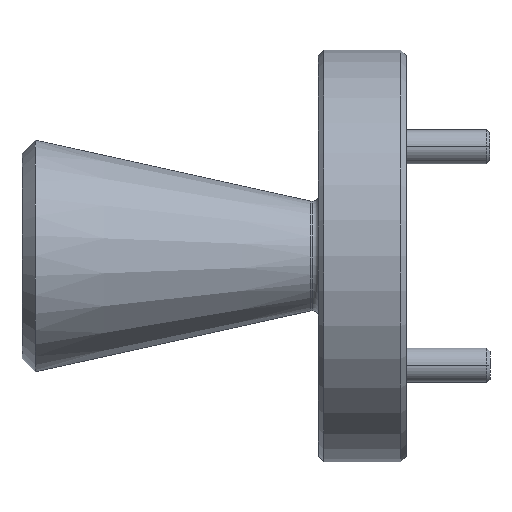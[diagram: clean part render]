
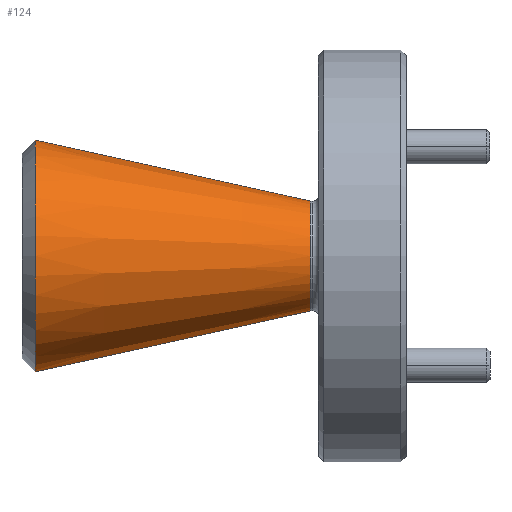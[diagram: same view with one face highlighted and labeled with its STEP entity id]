
A CAD part, top view. The second image highlights one B-rep face of the part: STEP entity #124.
In plain terms, the highlighted conical face has half-angle 12.5 degrees and reference radius 2.54 mm.
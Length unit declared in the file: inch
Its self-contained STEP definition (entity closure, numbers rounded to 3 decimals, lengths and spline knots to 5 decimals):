
#107 = AXIS2_PLACEMENT_3D ( 'NONE', #1026, #2321, #462 ) ;
#124 = ADVANCED_FACE ( 'NONE', ( #1272 ), #1310, .T. ) ;
#155 = CARTESIAN_POINT ( 'NONE',  ( 0.47101, 0.48457, 0.63687 ) ) ;
#196 = DIRECTION ( 'NONE',  ( 0., 1., 0. ) ) ;
#217 = EDGE_CURVE ( 'NONE', #862, #2041, #2453, .T. ) ;
#326 = EDGE_CURVE ( 'NONE', #862, #960, #528, .T. ) ;
#346 = DIRECTION ( 'NONE',  ( -0.976, 0.216, 0. ) ) ;
#415 = DIRECTION ( 'NONE',  ( 1., 0., 0. ) ) ;
#462 = DIRECTION ( 'NONE',  ( 0., 1., 0. ) ) ;
#528 = CIRCLE ( 'NONE', #2253, 0.1 ) ;
#539 = ORIENTED_EDGE ( 'NONE', *, *, #217, .T. ) ;
#564 = AXIS2_PLACEMENT_3D ( 'NONE', #155, #2268, #1102 ) ;
#804 = CARTESIAN_POINT ( 'NONE',  ( 0.47101, 0.38457, 0.63687 ) ) ;
#836 = CARTESIAN_POINT ( 'NONE',  ( 0.47101, 0.38457, 0.63687 ) ) ;
#862 = VERTEX_POINT ( 'NONE', #2280 ) ;
#960 = VERTEX_POINT ( 'NONE', #804 ) ;
#983 = CIRCLE ( 'NONE', #107, 0.21106 ) ;
#1026 = CARTESIAN_POINT ( 'NONE',  ( -0.02993, 0.48457, 0.63687 ) ) ;
#1077 = VECTOR ( 'NONE', #346, 39.37008 ) ;
#1102 = DIRECTION ( 'NONE',  ( 0., -1., 0. ) ) ;
#1268 = VERTEX_POINT ( 'NONE', #2278 ) ;
#1272 = FACE_OUTER_BOUND ( 'NONE', #1691, .T. ) ;
#1303 = CARTESIAN_POINT ( 'NONE',  ( -0.02993, 0.69563, 0.63687 ) ) ;
#1310 = CONICAL_SURFACE ( 'NONE', #564, 0.1, 0.218 ) ;
#1691 = EDGE_LOOP ( 'NONE', ( #1727, #539, #2357, #2097 ) ) ;
#1727 = ORIENTED_EDGE ( 'NONE', *, *, #326, .F. ) ;
#1746 = VECTOR ( 'NONE', #2201, 39.37008 ) ;
#1837 = EDGE_CURVE ( 'NONE', #960, #1268, #2348, .T. ) ;
#2041 = VERTEX_POINT ( 'NONE', #1303 ) ;
#2067 = CARTESIAN_POINT ( 'NONE',  ( 0.47101, 0.58457, 0.63687 ) ) ;
#2097 = ORIENTED_EDGE ( 'NONE', *, *, #1837, .F. ) ;
#2201 = DIRECTION ( 'NONE',  ( -0.976, -0.216, 0. ) ) ;
#2253 = AXIS2_PLACEMENT_3D ( 'NONE', #2339, #415, #196 ) ;
#2268 = DIRECTION ( 'NONE',  ( -1., 0., 0. ) ) ;
#2278 = CARTESIAN_POINT ( 'NONE',  ( -0.02993, 0.27352, 0.63687 ) ) ;
#2280 = CARTESIAN_POINT ( 'NONE',  ( 0.47101, 0.58457, 0.63687 ) ) ;
#2321 = DIRECTION ( 'NONE',  ( 1., 0., 0. ) ) ;
#2331 = EDGE_CURVE ( 'NONE', #2041, #1268, #983, .T. ) ;
#2339 = CARTESIAN_POINT ( 'NONE',  ( 0.47101, 0.48457, 0.63687 ) ) ;
#2348 = LINE ( 'NONE', #836, #1746 ) ;
#2357 = ORIENTED_EDGE ( 'NONE', *, *, #2331, .T. ) ;
#2453 = LINE ( 'NONE', #2067, #1077 ) ;
